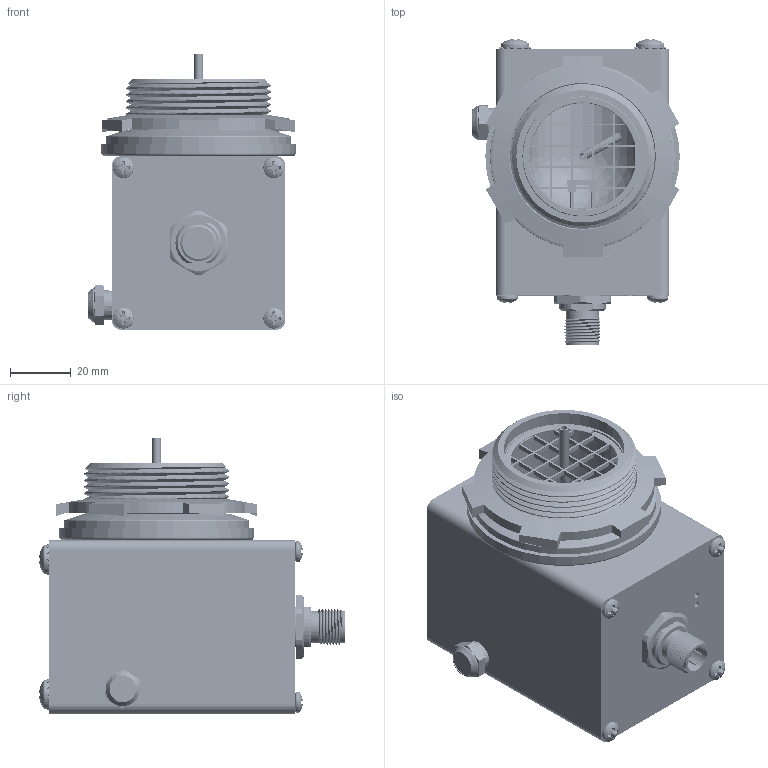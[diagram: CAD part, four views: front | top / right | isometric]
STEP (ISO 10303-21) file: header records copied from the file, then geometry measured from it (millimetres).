
FILE_DESCRIPTION((''),'2;1');
FILE_NAME('6100_LPP_ASM','2019-11-01T07:59:58',('dfuhrer'),(''),'CREO PARAMETRIC BY PTC INC, 2018420','CREO PARAMETRIC BY PTC INC, 2018420','');
FILE_SCHEMA(('CONFIG_CONTROL_DESIGN','SHAPE_APPEARANCE_LAYERS_GROUPS'));
Length unit declared in the file: inch
Products named in the file (28): 104-3789; 104-3799; BRASS_TUBE; 6000_PCB_BOT_; SENSOR_P4V_MINI; 6000_BOARD_BOT__ASM; 514164_SEAL_; 104-3790; M12_CONNECTOR; 6000_PCB_TOP_; SAMTEC-TSW-110-24-F-S; 6000_BOARD_TOP__ASM; NONE-7076; NONE-7949; 514177_ASM; 6000_VENT_TUBES_; 6000_VENT_TUBE_; 104-2191A; RETAINING_RING; SINTERED_VENT; SEAL_WASHER; 7513K245; 104-5392; 104-5391; 95584A205_TYPE_18-8_SS_EXTERNAL; 91772A151; SCREW_PHIT10-32X500; 6100_LPP_ASM
Assembly tree (39 placements, depth 3):
  6100_LPP_ASM
    104-3789
    104-3799
    BRASS_TUBE  x3
    6000_BOARD_BOT__ASM
      6000_PCB_BOT_
      SENSOR_P4V_MINI
    514164_SEAL_
    104-3790
    M12_CONNECTOR
    6000_BOARD_TOP__ASM
      6000_PCB_TOP_
      SAMTEC-TSW-110-24-F-S
    514177_ASM  x2
      NONE-7076
      NONE-7949
    6000_VENT_TUBES_
    6000_VENT_TUBE_
    104-2191A
    RETAINING_RING
    SINTERED_VENT
    SEAL_WASHER
    7513K245
    104-5392
    104-5391
    95584A205_TYPE_18-8_SS_EXTERNAL  x4
    91772A151  x4
    SCREW_PHIT10-32X500  x4
Bounding box: 68.31 x 100.62 x 90.69 mm (x, y, z)
Volume: 189390.5 mm3; surface area: 104091.3 mm2
Topology: 33 solids, 51 shells, 3466 faces, 9390 edges, 6072 vertices
Faces by surface type: cylinder 1543, plane 1319, bspline 351, cone 168, torus 64, sphere 21
Entity records: 113548 total; most frequent: CARTESIAN_POINT 43541, ORIENTED_EDGE 10562, DIRECTION 9486, EDGE_CURVE 5311, PRESENTATION_STYLE_ASSIGNMENT 5094, STYLED_ITEM 4574, CURVE_STYLE 4540, VERTEX_POINT 3406
